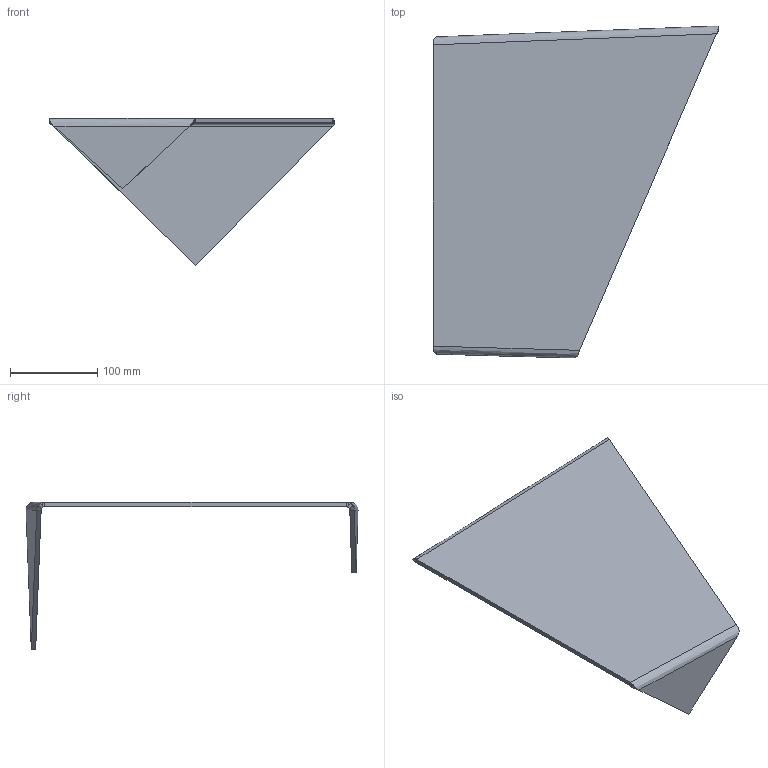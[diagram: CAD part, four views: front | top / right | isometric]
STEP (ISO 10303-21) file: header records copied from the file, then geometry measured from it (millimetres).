
FILE_DESCRIPTION (( 'STEP AP203' ), '1' );
FILE_NAME ('M5 - erpAynalama33360_önpanel içköþe takviyesi.IGS_Default_sldprt.STEP', '2023-01-17T08:17:46', ( '' ), ( '' ), 'SwSTEP 2.0', 'SolidWorks 2019', '' );
FILE_SCHEMA (( 'CONFIG_CONTROL_DESIGN' ));
Length unit declared in the file: millimetre
Products named in the file (1): M5 - erpAynalama33360_önpanel içköþe takviyesi.IGS_Default_sldprt
Bounding box: 326.54 x 380.29 x 168.83 mm (x, y, z)
Volume: 613630.4 mm3; surface area: 252714 mm2
Topology: 1 solids, 1 shells, 34 faces, 80 edges, 48 vertices
Faces by surface type: bspline 34
Entity records: 1074 total; most frequent: CARTESIAN_POINT 495, ORIENTED_EDGE 160, EDGE_CURVE 80, B_SPLINE_CURVE_WITH_KNOTS 75, VERTEX_POINT 48, FACE_OUTER_BOUND 34, ADVANCED_FACE 34, EDGE_LOOP 34
